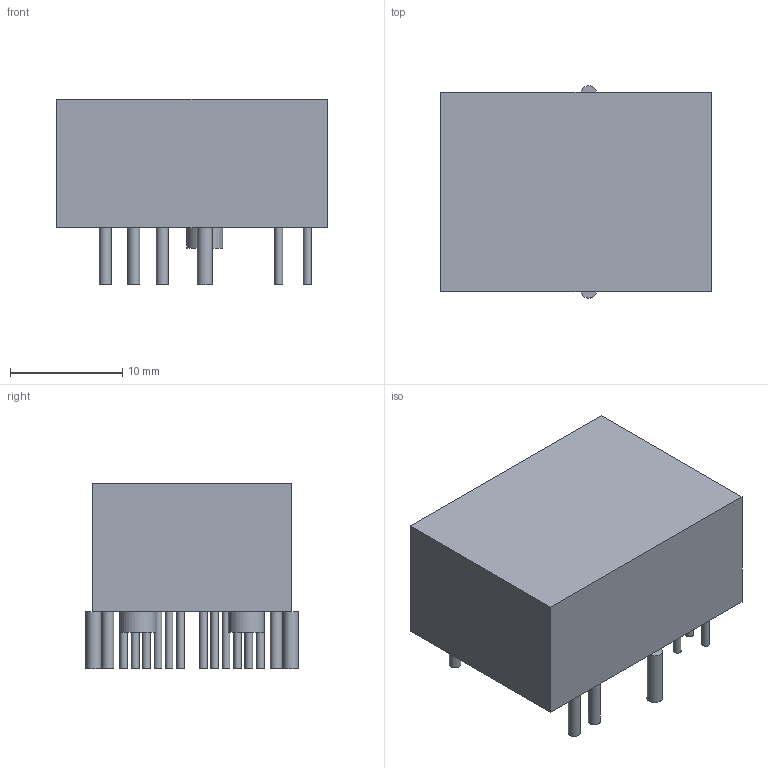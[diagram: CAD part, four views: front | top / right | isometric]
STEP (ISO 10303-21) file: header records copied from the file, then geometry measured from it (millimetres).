
FILE_DESCRIPTION(('FreeCAD Model'),'2;1');
FILE_NAME('2000546.1.3.stp','2020-11-11T17:17:13',( 'Author'),(''),'Open CASCADE STEP processor 6.9','FreeCAD','Unknown' );
FILE_SCHEMA(('AUTOMOTIVE_DESIGN { 1 0 10303 214 1 1 1 1 }'));
Length unit declared in the file: millimetre
Products named in the file (4): ASSEMBLY; Body; Lugs; Leads
Assembly tree (43 placements, depth 2):
  ASSEMBLY
    Body
    Lugs  x21
    Leads  x21
Bounding box: 24.13 x 18.95 x 16.6 mm (x, y, z)
Volume: 6819.7 mm3; surface area: 9266.6 mm2
Topology: 442 solids, 442 shells, 1329 faces, 1335 edges, 890 vertices
Faces by surface type: plane 888, cylinder 441
Full cylindrical faces by diameter (mm): 0.69 x252, 1.07 x105, 1.37 x42, 3.2 x42
Entity records: 2831 total; most frequent: DIRECTION 493, CARTESIAN_POINT 388, AXIS2_PLACEMENT_3D 155, ORIENTED_EDGE 150, PCURVE 150, DEFINITIONAL_REPRESENTATION 150, LINE 141, VECTOR 141
